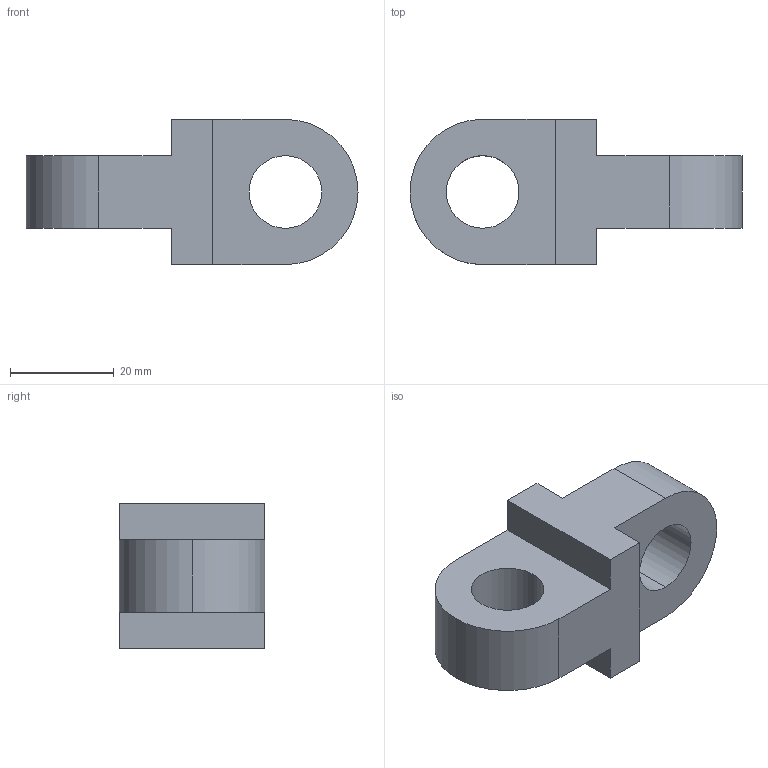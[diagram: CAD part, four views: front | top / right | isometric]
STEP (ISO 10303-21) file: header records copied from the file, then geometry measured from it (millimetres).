
FILE_DESCRIPTION (( 'STEP AP214' ), '1' );
FILE_NAME ('3D 翱蝗 27廓.STEP', '2018-12-01T14:17:20', ( '' ), ( '' ), 'SwSTEP 2.0', 'SolidWorks 2018', '' );
FILE_SCHEMA (( 'AUTOMOTIVE_DESIGN' ));
Length unit declared in the file: millimetre
Products named in the file (1): 3D 翱蝗 27廓7易帚7使o使見
Bounding box: 64 x 28 x 28 mm (x, y, z)
Volume: 21558.3 mm3; surface area: 7110.8 mm2
Topology: 1 solids, 1 shells, 19 faces, 51 edges, 34 vertices
Faces by surface type: plane 12, cylinder 7
Entity records: 641 total; most frequent: CARTESIAN_POINT 105, DIRECTION 105, ORIENTED_EDGE 102, EDGE_CURVE 51, VECTOR 37, LINE 37, AXIS2_PLACEMENT_3D 34, VERTEX_POINT 34
